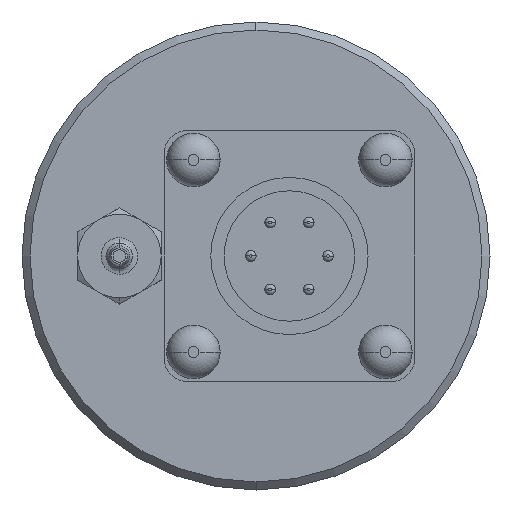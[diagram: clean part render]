
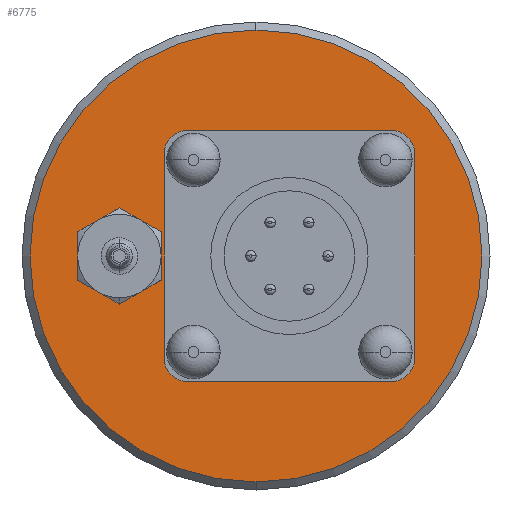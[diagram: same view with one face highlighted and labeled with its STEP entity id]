
A CAD part, front view. The second image highlights one B-rep face of the part: STEP entity #6775.
In plain terms, the highlighted planar face has unit normal (0, -1, 0).
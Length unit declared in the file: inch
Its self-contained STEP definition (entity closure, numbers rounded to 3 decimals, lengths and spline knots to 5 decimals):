
#189 = DIRECTION ( 'NONE',  ( 0., -1., 0. ) ) ;
#306 = DIRECTION ( 'NONE',  ( 0., -1., 0. ) ) ;
#309 = CIRCLE ( 'NONE', #3721, 0.0795 ) ;
#342 = CARTESIAN_POINT ( 'NONE',  ( 0., 0., 0. ) ) ;
#529 = CIRCLE ( 'NONE', #4192, 0.3 ) ;
#576 = CIRCLE ( 'NONE', #2456, 0.0795 ) ;
#696 = CIRCLE ( 'NONE', #7242, 0.845 ) ;
#872 = DIRECTION ( 'NONE',  ( 0., -1., 0. ) ) ;
#926 = ORIENTED_EDGE ( 'NONE', *, *, #5765, .F. ) ;
#1039 = DIRECTION ( 'NONE',  ( 0., 0., 1. ) ) ;
#1509 = FACE_BOUND ( 'NONE', #1839, .T. ) ;
#1753 = VERTEX_POINT ( 'NONE', #5843 ) ;
#1839 = EDGE_LOOP ( 'NONE', ( #6949, #7403 ) ) ;
#2087 = EDGE_CURVE ( 'NONE', #4866, #2104, #309, .T. ) ;
#2100 = EDGE_CURVE ( 'NONE', #1753, #8532, #529, .T. ) ;
#2104 = VERTEX_POINT ( 'NONE', #5320 ) ;
#2202 = CARTESIAN_POINT ( 'NONE',  ( 0., 0., 0. ) ) ;
#2387 = EDGE_LOOP ( 'NONE', ( #926, #7982 ) ) ;
#2403 = EDGE_CURVE ( 'NONE', #8532, #1753, #7971, .T. ) ;
#2456 = AXIS2_PLACEMENT_3D ( 'NONE', #3733, #8570, #4441 ) ;
#2471 = CARTESIAN_POINT ( 'NONE',  ( 0.125, 0., 0.3 ) ) ;
#2473 = AXIS2_PLACEMENT_3D ( 'NONE', #4985, #872, #5660 ) ;
#2522 = CIRCLE ( 'NONE', #2752, 0.845 ) ;
#2752 = AXIS2_PLACEMENT_3D ( 'NONE', #342, #5178, #1039 ) ;
#2881 = DIRECTION ( 'NONE',  ( 0., 0., 1. ) ) ;
#2892 = EDGE_LOOP ( 'NONE', ( #8409, #7140 ) ) ;
#3336 = VERTEX_POINT ( 'NONE', #4871 ) ;
#3355 = EDGE_CURVE ( 'NONE', #3336, #6663, #696, .T. ) ;
#3543 = EDGE_CURVE ( 'NONE', #6663, #3336, #2522, .T. ) ;
#3721 = AXIS2_PLACEMENT_3D ( 'NONE', #3748, #306, #7880 ) ;
#3733 = CARTESIAN_POINT ( 'NONE',  ( -0.5108, 0., 0. ) ) ;
#3748 = CARTESIAN_POINT ( 'NONE',  ( -0.5108, 0., 0. ) ) ;
#3833 = AXIS2_PLACEMENT_3D ( 'NONE', #4331, #189, #5006 ) ;
#4117 = CARTESIAN_POINT ( 'NONE',  ( 0., 0., 0.845 ) ) ;
#4192 = AXIS2_PLACEMENT_3D ( 'NONE', #6709, #7490, #8208 ) ;
#4331 = CARTESIAN_POINT ( 'NONE',  ( 0.125, 0., 0. ) ) ;
#4441 = DIRECTION ( 'NONE',  ( 0., 0., 1. ) ) ;
#4598 = CARTESIAN_POINT ( 'NONE',  ( -0.5108, 0., -0.0795 ) ) ;
#4866 = VERTEX_POINT ( 'NONE', #4598 ) ;
#4871 = CARTESIAN_POINT ( 'NONE',  ( 0., 0., -0.845 ) ) ;
#4948 = FACE_OUTER_BOUND ( 'NONE', #2892, .T. ) ;
#4957 = PLANE ( 'NONE',  #2473 ) ;
#4985 = CARTESIAN_POINT ( 'NONE',  ( 0., 0., 0. ) ) ;
#5006 = DIRECTION ( 'NONE',  ( 0., 0., 1. ) ) ;
#5178 = DIRECTION ( 'NONE',  ( 0., -1., 0. ) ) ;
#5320 = CARTESIAN_POINT ( 'NONE',  ( -0.5108, 0., 0.0795 ) ) ;
#5660 = DIRECTION ( 'NONE',  ( 0., 0., 1. ) ) ;
#5765 = EDGE_CURVE ( 'NONE', #2104, #4866, #576, .T. ) ;
#5843 = CARTESIAN_POINT ( 'NONE',  ( 0.125, 0., -0.3 ) ) ;
#6663 = VERTEX_POINT ( 'NONE', #4117 ) ;
#6709 = CARTESIAN_POINT ( 'NONE',  ( 0.125, 0., 0. ) ) ;
#6762 = FACE_BOUND ( 'NONE', #2387, .T. ) ;
#6775 = ADVANCED_FACE ( 'NONE', ( #6762, #4948, #1509 ), #4957, .T. ) ;
#6949 = ORIENTED_EDGE ( 'NONE', *, *, #2100, .F. ) ;
#7005 = DIRECTION ( 'NONE',  ( 0., -1., 0. ) ) ;
#7140 = ORIENTED_EDGE ( 'NONE', *, *, #3543, .T. ) ;
#7242 = AXIS2_PLACEMENT_3D ( 'NONE', #2202, #7005, #2881 ) ;
#7403 = ORIENTED_EDGE ( 'NONE', *, *, #2403, .F. ) ;
#7490 = DIRECTION ( 'NONE',  ( 0., -1., 0. ) ) ;
#7880 = DIRECTION ( 'NONE',  ( 0., 0., 1. ) ) ;
#7971 = CIRCLE ( 'NONE', #3833, 0.3 ) ;
#7982 = ORIENTED_EDGE ( 'NONE', *, *, #2087, .F. ) ;
#8208 = DIRECTION ( 'NONE',  ( 0., 0., 1. ) ) ;
#8409 = ORIENTED_EDGE ( 'NONE', *, *, #3355, .T. ) ;
#8532 = VERTEX_POINT ( 'NONE', #2471 ) ;
#8570 = DIRECTION ( 'NONE',  ( 0., -1., 0. ) ) ;
